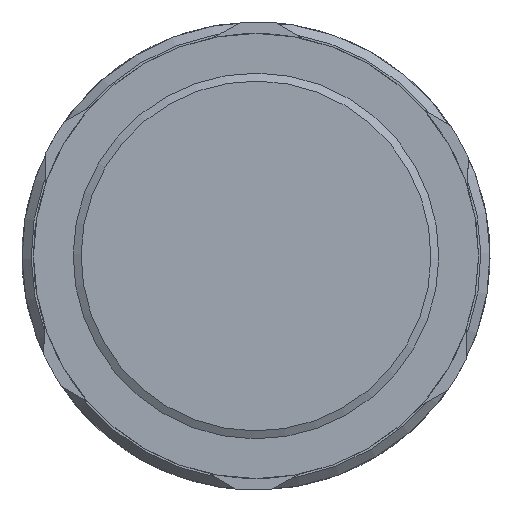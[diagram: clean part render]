
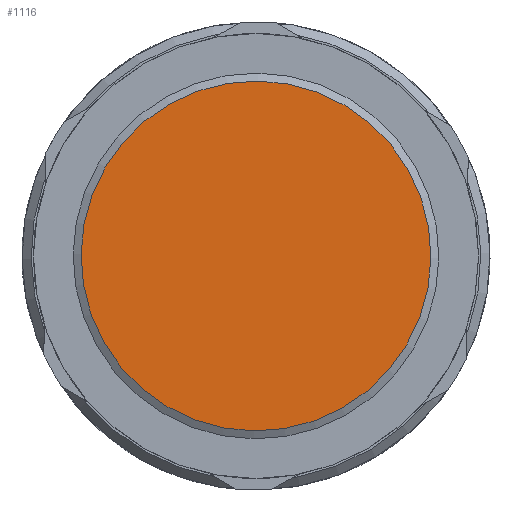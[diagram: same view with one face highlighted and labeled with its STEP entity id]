
A CAD part, front view. The second image highlights one B-rep face of the part: STEP entity #1116.
In plain terms, the highlighted planar face has unit normal (0, -1, 0).
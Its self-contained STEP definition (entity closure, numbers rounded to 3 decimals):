
#255=FACE_OUTER_BOUND('',#320,.T.);
#320=EDGE_LOOP('',(#955,#956));
#388=CIRCLE('',#1265,19.06);
#389=CIRCLE('',#1266,19.06);
#487=VERTEX_POINT('',#2055);
#488=VERTEX_POINT('',#2057);
#643=EDGE_CURVE('',#488,#487,#388,.T.);
#644=EDGE_CURVE('',#487,#488,#389,.T.);
#955=ORIENTED_EDGE('',*,*,#643,.T.);
#956=ORIENTED_EDGE('',*,*,#644,.T.);
#991=PLANE('',#1267);
#1116=ADVANCED_FACE('',(#255),#991,.T.);
#1265=AXIS2_PLACEMENT_3D('',#2058,#1589,#1590);
#1266=AXIS2_PLACEMENT_3D('',#2059,#1591,#1592);
#1267=AXIS2_PLACEMENT_3D('',#2060,#1593,#1594);
#1589=DIRECTION('center_axis',(0.,-1.,0.));
#1590=DIRECTION('ref_axis',(1.,0.,-0.01));
#1591=DIRECTION('center_axis',(0.,-1.,0.));
#1592=DIRECTION('ref_axis',(1.,0.,-0.01));
#1593=DIRECTION('center_axis',(0.,-1.,0.));
#1594=DIRECTION('ref_axis',(-0.01,0.,-1.));
#2055=CARTESIAN_POINT('',(-19.059,-35.922,0.199));
#2057=CARTESIAN_POINT('',(19.059,-35.922,-0.199));
#2058=CARTESIAN_POINT('Origin',(0.,-35.922,
0.));
#2059=CARTESIAN_POINT('Origin',(0.,-35.922,
0.));
#2060=CARTESIAN_POINT('Origin',(16.949,-35.922,-0.177));
